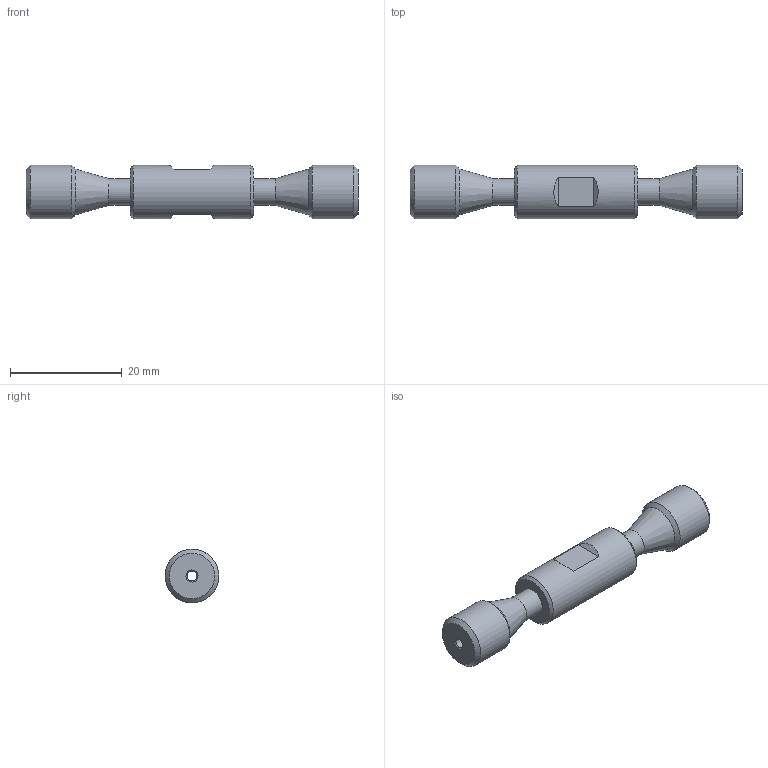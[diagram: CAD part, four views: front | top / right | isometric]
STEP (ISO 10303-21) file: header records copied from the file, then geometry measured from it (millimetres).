
FILE_DESCRIPTION((''),'2;1');
FILE_NAME('305256-ZU1FPK Internal union.stp','2013-08-21T11:39:31',('Franzp'),(''),'Autodesk Inventor 2013','Autodesk Inventor 2013','');
FILE_SCHEMA(('AUTOMOTIVE_DESIGN { 1 0 10303 214 1 1 1 1 }'));
Length unit declared in the file: millimetre
Products named in the file (1): 305256_Shrinkwrap_1
Bounding box: 59.53 x 9.65 x 9.65 mm (x, y, z)
Surface area: 2120.2 mm2 (no closed solid volume)
Topology: 0 solids, 3 shells, 27 faces, 55 edges, 34 vertices
Faces by surface type: plane 10, cone 10, cylinder 7
Full cylindrical faces by diameter (mm): 1.77 x2, 4.826 x2, 9.525 x1, 9.652 x2
Entity records: 679 total; most frequent: DIRECTION 120, CARTESIAN_POINT 96, ORIENTED_EDGE 66, AXIS2_PLACEMENT_3D 56, EDGE_LOOP 50, EDGE_CURVE 36, VERTEX_POINT 32, FACE_OUTER_BOUND 27
